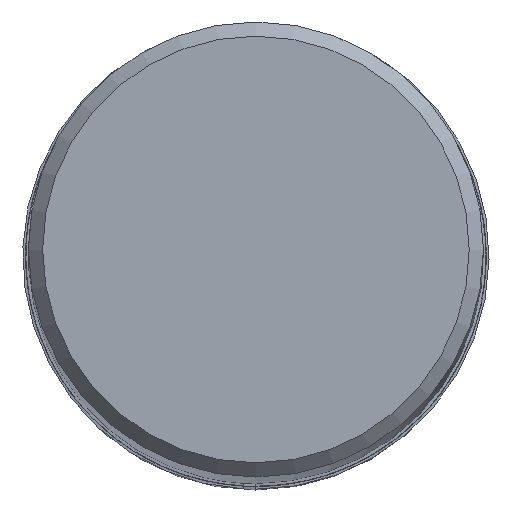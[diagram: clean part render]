
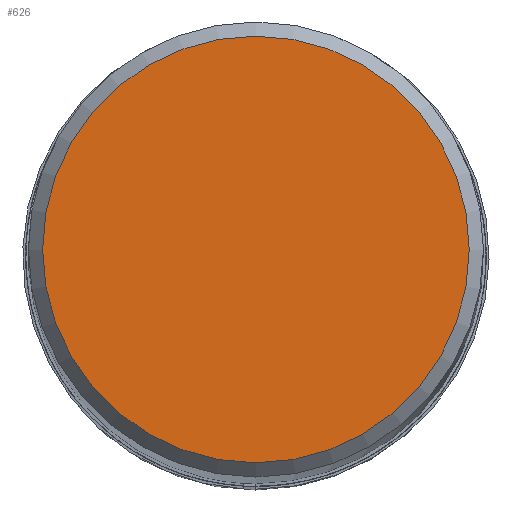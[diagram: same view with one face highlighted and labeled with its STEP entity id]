
A CAD part, top view. The second image highlights one B-rep face of the part: STEP entity #626.
In plain terms, the highlighted planar face has unit normal (0, 0, 1).
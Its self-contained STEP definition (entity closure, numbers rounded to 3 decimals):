
#499=PLANE('',#2387);
#564=CIRCLE('',#2386,7.5);
#626=ADVANCED_FACE('',(#792),#499,.F.);
#792=FACE_OUTER_BOUND('',#906,.T.);
#906=EDGE_LOOP('',(#1076));
#1076=ORIENTED_EDGE('',*,*,#1938,.F.);
#1724=VERTEX_POINT('',#3341);
#1938=EDGE_CURVE('',#1724,#1724,#564,.T.);
#2386=AXIS2_PLACEMENT_3D('',#3340,#2651,#2652);
#2387=AXIS2_PLACEMENT_3D('',#3342,#2653,#2654);
#2651=DIRECTION('',(0.,0.,-1.));
#2652=DIRECTION('',(0.,-1.,0.));
#2653=DIRECTION('',(0.,0.,-1.));
#2654=DIRECTION('',(0.,-1.,0.));
#3340=CARTESIAN_POINT('',(0.,0.,0.));
#3341=CARTESIAN_POINT('',(0.,-7.5,0.));
#3342=CARTESIAN_POINT('',(0.,3.3,0.));
